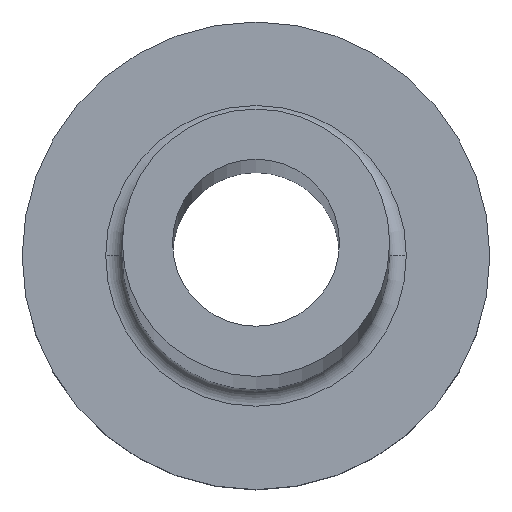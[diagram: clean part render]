
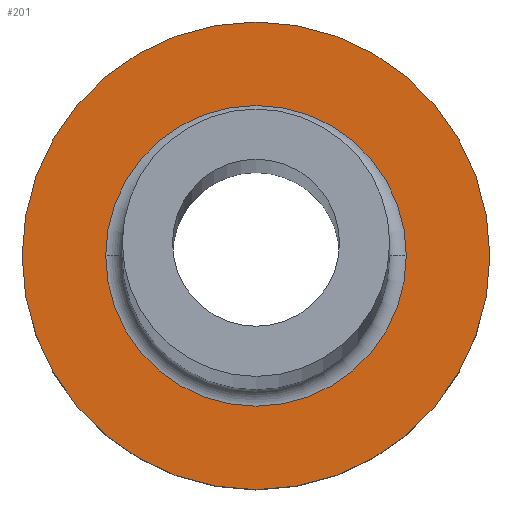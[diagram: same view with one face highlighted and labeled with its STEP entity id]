
A CAD part, top view. The second image highlights one B-rep face of the part: STEP entity #201.
In plain terms, the highlighted planar face has unit normal (0, 0, 1).
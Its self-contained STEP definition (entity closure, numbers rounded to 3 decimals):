
#12 = CARTESIAN_POINT ( 'NONE',  ( 7., 0., 5. ) ) ;
#19 = DIRECTION ( 'NONE',  ( 1., 0., 0. ) ) ;
#51 = AXIS2_PLACEMENT_3D ( 'NONE', #141, #226, #171 ) ;
#53 = FACE_BOUND ( 'NONE', #348, .T. ) ;
#60 = VERTEX_POINT ( 'NONE', #323 ) ;
#74 = FACE_OUTER_BOUND ( 'NONE', #174, .T. ) ;
#79 = PLANE ( 'NONE',  #361 ) ;
#81 = VERTEX_POINT ( 'NONE', #12 ) ;
#82 = CARTESIAN_POINT ( 'NONE',  ( 0., 0., 5. ) ) ;
#96 = ORIENTED_EDGE ( 'NONE', *, *, #213, .T. ) ;
#99 = CIRCLE ( 'NONE', #287, 4.5 ) ;
#106 = CARTESIAN_POINT ( 'NONE',  ( 0., 0., 5. ) ) ;
#112 = DIRECTION ( 'NONE',  ( 0., 0., 1. ) ) ;
#135 = AXIS2_PLACEMENT_3D ( 'NONE', #270, #267, #19 ) ;
#140 = ORIENTED_EDGE ( 'NONE', *, *, #317, .T. ) ;
#141 = CARTESIAN_POINT ( 'NONE',  ( 0., 0., 5. ) ) ;
#144 = VERTEX_POINT ( 'NONE', #161 ) ;
#151 = VERTEX_POINT ( 'NONE', #154 ) ;
#154 = CARTESIAN_POINT ( 'NONE',  ( -4.5, 0., 5. ) ) ;
#160 = CIRCLE ( 'NONE', #303, 7. ) ;
#161 = CARTESIAN_POINT ( 'NONE',  ( 4.5, 0., 5. ) ) ;
#170 = DIRECTION ( 'NONE',  ( 0., 0., -1. ) ) ;
#171 = DIRECTION ( 'NONE',  ( 1., 0., 0. ) ) ;
#174 = EDGE_LOOP ( 'NONE', ( #96, #140 ) ) ;
#182 = EDGE_CURVE ( 'NONE', #144, #151, #227, .T. ) ;
#192 = DIRECTION ( 'NONE',  ( 1., 0., 0. ) ) ;
#201 = ADVANCED_FACE ( 'NONE', ( #53, #74 ), #79, .T. ) ;
#210 = EDGE_CURVE ( 'NONE', #151, #144, #99, .T. ) ;
#213 = EDGE_CURVE ( 'NONE', #60, #81, #160, .T. ) ;
#224 = CIRCLE ( 'NONE', #51, 7. ) ;
#226 = DIRECTION ( 'NONE',  ( 0., 0., 1. ) ) ;
#227 = CIRCLE ( 'NONE', #135, 4.5 ) ;
#267 = DIRECTION ( 'NONE',  ( 0., 0., -1. ) ) ;
#270 = CARTESIAN_POINT ( 'NONE',  ( 0., 0., 5. ) ) ;
#287 = AXIS2_PLACEMENT_3D ( 'NONE', #82, #170, #192 ) ;
#302 = DIRECTION ( 'NONE',  ( 1., 0., 0. ) ) ;
#303 = AXIS2_PLACEMENT_3D ( 'NONE', #305, #112, #302 ) ;
#305 = CARTESIAN_POINT ( 'NONE',  ( 0., 0., 5. ) ) ;
#310 = DIRECTION ( 'NONE',  ( 0., 0., 1. ) ) ;
#317 = EDGE_CURVE ( 'NONE', #81, #60, #224, .T. ) ;
#323 = CARTESIAN_POINT ( 'NONE',  ( -7., 0., 5. ) ) ;
#347 = ORIENTED_EDGE ( 'NONE', *, *, #182, .T. ) ;
#348 = EDGE_LOOP ( 'NONE', ( #347, #379 ) ) ;
#361 = AXIS2_PLACEMENT_3D ( 'NONE', #106, #310, #372 ) ;
#372 = DIRECTION ( 'NONE',  ( 1., 0., 0. ) ) ;
#379 = ORIENTED_EDGE ( 'NONE', *, *, #210, .T. ) ;
